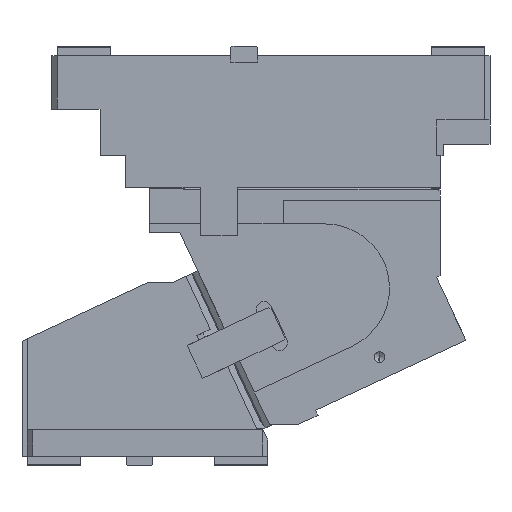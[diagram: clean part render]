
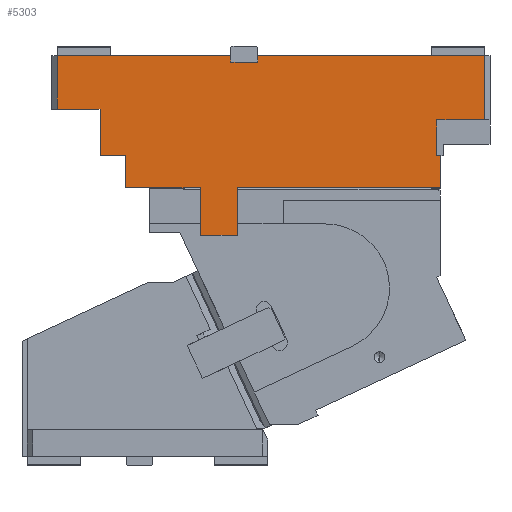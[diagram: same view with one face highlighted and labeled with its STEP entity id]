
A CAD part, front view. The second image highlights one B-rep face of the part: STEP entity #5303.
In plain terms, the highlighted planar face has unit normal (0, -1, 0).
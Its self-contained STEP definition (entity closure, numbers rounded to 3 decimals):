
#299=CARTESIAN_POINT('Vertex',(405.,-150.,0.)) ;
#463=CARTESIAN_POINT('Vertex',(192.5,-150.,0.)) ;
#466=CARTESIAN_POINT('Line Origine',(298.75,-150.,0.)) ;
#1517=CARTESIAN_POINT('Line Origine',(156.35,-150.,-167.99)) ;
#1521=CARTESIAN_POINT('Vertex',(173.35,-150.,-167.99)) ;
#1523=CARTESIAN_POINT('Vertex',(139.35,-150.,-167.99)) ;
#1557=CARTESIAN_POINT('Line Origine',(139.35,-150.,-145.74)) ;
#1561=CARTESIAN_POINT('Vertex',(139.35,-150.,-123.49)) ;
#1680=CARTESIAN_POINT('Vertex',(173.35,-150.,-123.49)) ;
#1683=CARTESIAN_POINT('Line Origine',(173.35,-150.,-145.74)) ;
#1767=CARTESIAN_POINT('Vertex',(68.85,-150.,-123.49)) ;
#1770=CARTESIAN_POINT('Line Origine',(68.85,-150.,-108.49)) ;
#1774=CARTESIAN_POINT('Vertex',(68.85,-150.,-93.49)) ;
#2218=CARTESIAN_POINT('Vertex',(363.85,-150.,-123.49)) ;
#2221=CARTESIAN_POINT('Line Origine',(268.6,-150.,-123.49)) ;
#2226=CARTESIAN_POINT('Line Origine',(138.1,-150.,-123.49)) ;
#2230=CARTESIAN_POINT('Vertex',(136.85,-150.,-123.49)) ;
#2233=CARTESIAN_POINT('Line Origine',(102.85,-150.,-123.49)) ;
#2302=CARTESIAN_POINT('Vertex',(363.85,-150.,-93.49)) ;
#2305=CARTESIAN_POINT('Line Origine',(363.85,-150.,-108.49)) ;
#2331=CARTESIAN_POINT('Vertex',(360.27,-150.,-93.49)) ;
#2334=CARTESIAN_POINT('Line Origine',(362.06,-150.,-93.49)) ;
#2363=CARTESIAN_POINT('Vertex',(360.27,-150.,-60.1)) ;
#2366=CARTESIAN_POINT('Line Origine',(360.27,-150.,-76.795)) ;
#2383=CARTESIAN_POINT('Line Origine',(405.,-150.,-30.05)) ;
#2387=CARTESIAN_POINT('Vertex',(405.,-150.,-60.1)) ;
#2421=CARTESIAN_POINT('Line Origine',(382.635,-150.,-60.1)) ;
#3499=CARTESIAN_POINT('Vertex',(5.,-150.,-50.)) ;
#3502=CARTESIAN_POINT('Line Origine',(5.,-150.,-25.)) ;
#3506=CARTESIAN_POINT('Vertex',(5.,-150.,0.)) ;
#3735=CARTESIAN_POINT('Vertex',(45.,-150.,-50.)) ;
#3738=CARTESIAN_POINT('Line Origine',(25.,-150.,-50.)) ;
#5111=CARTESIAN_POINT('Line Origine',(86.25,-150.,0.)) ;
#5115=CARTESIAN_POINT('Vertex',(167.5,-150.,0.)) ;
#5173=CARTESIAN_POINT('Line Origine',(167.5,-150.,-3.)) ;
#5177=CARTESIAN_POINT('Vertex',(167.5,-150.,-6.)) ;
#5231=CARTESIAN_POINT('Vertex',(192.5,-150.,-6.)) ;
#5234=CARTESIAN_POINT('Line Origine',(192.5,-150.,-3.)) ;
#5251=CARTESIAN_POINT('Line Origine',(180.,-150.,-6.)) ;
#5263=CARTESIAN_POINT('Axis2P3D Location',(68.85,-150.,-93.49)) ;
#5268=CARTESIAN_POINT('Line Origine',(45.,-150.,-71.745)) ;
#5272=CARTESIAN_POINT('Vertex',(45.,-150.,-93.49)) ;
#5275=CARTESIAN_POINT('Line Origine',(56.925,-150.,-93.49)) ;
#467=DIRECTION('Vector Direction',(1.,0.,0.)) ;
#1518=DIRECTION('Vector Direction',(-1.,0.,0.)) ;
#1558=DIRECTION('Vector Direction',(0.,0.,-1.)) ;
#1684=DIRECTION('Vector Direction',(0.,0.,-1.)) ;
#1771=DIRECTION('Vector Direction',(0.,0.,-1.)) ;
#2222=DIRECTION('Vector Direction',(-1.,0.,0.)) ;
#2227=DIRECTION('Vector Direction',(-1.,0.,0.)) ;
#2234=DIRECTION('Vector Direction',(1.,0.,0.)) ;
#2306=DIRECTION('Vector Direction',(0.,0.,-1.)) ;
#2335=DIRECTION('Vector Direction',(1.,0.,0.)) ;
#2367=DIRECTION('Vector Direction',(0.,0.,1.)) ;
#2384=DIRECTION('Vector Direction',(0.,0.,1.)) ;
#2422=DIRECTION('Vector Direction',(1.,0.,0.)) ;
#3503=DIRECTION('Vector Direction',(0.,0.,-1.)) ;
#3739=DIRECTION('Vector Direction',(1.,0.,0.)) ;
#5112=DIRECTION('Vector Direction',(1.,0.,0.)) ;
#5174=DIRECTION('Vector Direction',(0.,0.,-1.)) ;
#5235=DIRECTION('Vector Direction',(0.,0.,1.)) ;
#5252=DIRECTION('Vector Direction',(-1.,0.,0.)) ;
#5264=DIRECTION('Axis2P3D Direction',(0.,1.,0.)) ;
#5265=DIRECTION('Axis2P3D XDirection',(0.,0.,-1.)) ;
#5269=DIRECTION('Vector Direction',(0.,0.,-1.)) ;
#5276=DIRECTION('Vector Direction',(-1.,0.,0.)) ;
#5266=AXIS2_PLACEMENT_3D('Plane Axis2P3D',#5263,#5264,#5265) ;
#5281=ORIENTED_EDGE('',*,*,#5179,.F.) ;
#5282=ORIENTED_EDGE('',*,*,#5117,.F.) ;
#5283=ORIENTED_EDGE('',*,*,#3508,.T.) ;
#5284=ORIENTED_EDGE('',*,*,#3742,.T.) ;
#5285=ORIENTED_EDGE('',*,*,#5274,.T.) ;
#5286=ORIENTED_EDGE('',*,*,#5279,.F.) ;
#5287=ORIENTED_EDGE('',*,*,#1776,.T.) ;
#5288=ORIENTED_EDGE('',*,*,#2237,.T.) ;
#5289=ORIENTED_EDGE('',*,*,#2232,.T.) ;
#5290=ORIENTED_EDGE('',*,*,#1563,.T.) ;
#5291=ORIENTED_EDGE('',*,*,#1525,.F.) ;
#5292=ORIENTED_EDGE('',*,*,#1687,.F.) ;
#5293=ORIENTED_EDGE('',*,*,#2225,.T.) ;
#5294=ORIENTED_EDGE('',*,*,#2309,.T.) ;
#5295=ORIENTED_EDGE('',*,*,#2338,.T.) ;
#5296=ORIENTED_EDGE('',*,*,#2370,.T.) ;
#5297=ORIENTED_EDGE('',*,*,#2425,.T.) ;
#5298=ORIENTED_EDGE('',*,*,#2389,.T.) ;
#5299=ORIENTED_EDGE('',*,*,#470,.F.) ;
#5300=ORIENTED_EDGE('',*,*,#5238,.F.) ;
#5301=ORIENTED_EDGE('',*,*,#5255,.T.) ;
#468=VECTOR('Line Direction',#467,1.) ;
#1519=VECTOR('Line Direction',#1518,1.) ;
#1559=VECTOR('Line Direction',#1558,1.) ;
#1685=VECTOR('Line Direction',#1684,1.) ;
#1772=VECTOR('Line Direction',#1771,1.) ;
#2223=VECTOR('Line Direction',#2222,1.) ;
#2228=VECTOR('Line Direction',#2227,1.) ;
#2235=VECTOR('Line Direction',#2234,1.) ;
#2307=VECTOR('Line Direction',#2306,1.) ;
#2336=VECTOR('Line Direction',#2335,1.) ;
#2368=VECTOR('Line Direction',#2367,1.) ;
#2385=VECTOR('Line Direction',#2384,1.) ;
#2423=VECTOR('Line Direction',#2422,1.) ;
#3504=VECTOR('Line Direction',#3503,1.) ;
#3740=VECTOR('Line Direction',#3739,1.) ;
#5113=VECTOR('Line Direction',#5112,1.) ;
#5175=VECTOR('Line Direction',#5174,1.) ;
#5236=VECTOR('Line Direction',#5235,1.) ;
#5253=VECTOR('Line Direction',#5252,1.) ;
#5270=VECTOR('Line Direction',#5269,1.) ;
#5277=VECTOR('Line Direction',#5276,1.) ;
#5303=ADVANCED_FACE('CAM HOLDER',(#5302),#5267,.F.) ;
#470=EDGE_CURVE('',#464,#300,#469,.T.) ;
#1525=EDGE_CURVE('',#1522,#1524,#1520,.T.) ;
#1563=EDGE_CURVE('',#1562,#1524,#1560,.T.) ;
#1687=EDGE_CURVE('',#1681,#1522,#1686,.T.) ;
#1776=EDGE_CURVE('',#1775,#1768,#1773,.T.) ;
#2225=EDGE_CURVE('',#1681,#2219,#2224,.F.) ;
#2232=EDGE_CURVE('',#2231,#1562,#2229,.F.) ;
#2237=EDGE_CURVE('',#1768,#2231,#2236,.T.) ;
#2309=EDGE_CURVE('',#2219,#2303,#2308,.F.) ;
#2338=EDGE_CURVE('',#2303,#2332,#2337,.F.) ;
#2370=EDGE_CURVE('',#2332,#2364,#2369,.T.) ;
#2389=EDGE_CURVE('',#2388,#300,#2386,.T.) ;
#2425=EDGE_CURVE('',#2364,#2388,#2424,.T.) ;
#3508=EDGE_CURVE('',#3507,#3500,#3505,.T.) ;
#3742=EDGE_CURVE('',#3500,#3736,#3741,.T.) ;
#5117=EDGE_CURVE('',#3507,#5116,#5114,.T.) ;
#5179=EDGE_CURVE('',#5116,#5178,#5176,.T.) ;
#5238=EDGE_CURVE('',#5232,#464,#5237,.T.) ;
#5255=EDGE_CURVE('',#5232,#5178,#5254,.T.) ;
#5274=EDGE_CURVE('',#3736,#5273,#5271,.T.) ;
#5279=EDGE_CURVE('',#1775,#5273,#5278,.T.) ;
#5280=EDGE_LOOP('',(#5281,#5282,#5283,#5284,#5285,#5286,#5287,#5288,#5289,#5290,#5291,#5292,#5293,#5294,#5295,#5296,#5297,#5298,#5299,#5300,#5301)) ;
#5302=FACE_OUTER_BOUND('',#5280,.T.) ;
#469=LINE('Line',#466,#468) ;
#1520=LINE('Line',#1517,#1519) ;
#1560=LINE('Line',#1557,#1559) ;
#1686=LINE('Line',#1683,#1685) ;
#1773=LINE('Line',#1770,#1772) ;
#2224=LINE('Line',#2221,#2223) ;
#2229=LINE('Line',#2226,#2228) ;
#2236=LINE('Line',#2233,#2235) ;
#2308=LINE('Line',#2305,#2307) ;
#2337=LINE('Line',#2334,#2336) ;
#2369=LINE('Line',#2366,#2368) ;
#2386=LINE('Line',#2383,#2385) ;
#2424=LINE('Line',#2421,#2423) ;
#3505=LINE('Line',#3502,#3504) ;
#3741=LINE('Line',#3738,#3740) ;
#5114=LINE('Line',#5111,#5113) ;
#5176=LINE('Line',#5173,#5175) ;
#5237=LINE('Line',#5234,#5236) ;
#5254=LINE('Line',#5251,#5253) ;
#5271=LINE('Line',#5268,#5270) ;
#5278=LINE('Line',#5275,#5277) ;
#5267=PLANE('Plane',#5266) ;
#300=VERTEX_POINT('',#299) ;
#464=VERTEX_POINT('',#463) ;
#1522=VERTEX_POINT('',#1521) ;
#1524=VERTEX_POINT('',#1523) ;
#1562=VERTEX_POINT('',#1561) ;
#1681=VERTEX_POINT('',#1680) ;
#1768=VERTEX_POINT('',#1767) ;
#1775=VERTEX_POINT('',#1774) ;
#2219=VERTEX_POINT('',#2218) ;
#2231=VERTEX_POINT('',#2230) ;
#2303=VERTEX_POINT('',#2302) ;
#2332=VERTEX_POINT('',#2331) ;
#2364=VERTEX_POINT('',#2363) ;
#2388=VERTEX_POINT('',#2387) ;
#3500=VERTEX_POINT('',#3499) ;
#3507=VERTEX_POINT('',#3506) ;
#3736=VERTEX_POINT('',#3735) ;
#5116=VERTEX_POINT('',#5115) ;
#5178=VERTEX_POINT('',#5177) ;
#5232=VERTEX_POINT('',#5231) ;
#5273=VERTEX_POINT('',#5272) ;
